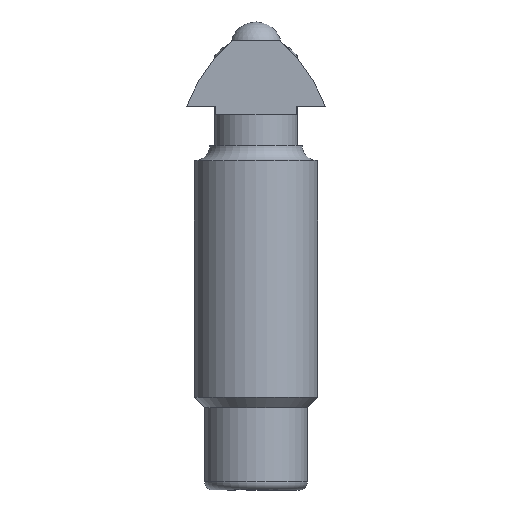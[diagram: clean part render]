
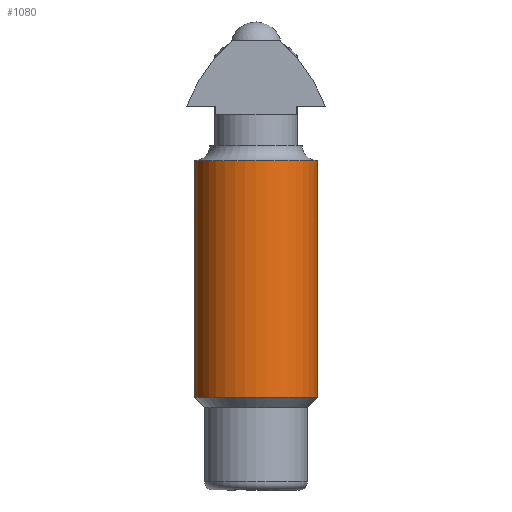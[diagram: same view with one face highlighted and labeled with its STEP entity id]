
A CAD part, left-side view. The second image highlights one B-rep face of the part: STEP entity #1080.
In plain terms, the highlighted cylindrical face has radius 6 mm (diameter 12 mm), a full revolution.
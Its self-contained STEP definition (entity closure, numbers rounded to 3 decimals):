
#177=LINE('',#1901,#266);
#266=VECTOR('',#1490,6.);
#288=CYLINDRICAL_SURFACE('',#1230,6.);
#328=FACE_OUTER_BOUND('',#386,.T.);
#386=EDGE_LOOP('',(#925,#926,#927,#928));
#438=CIRCLE('',#1229,6.);
#439=CIRCLE('',#1231,6.);
#542=VERTEX_POINT('',#1896);
#543=VERTEX_POINT('',#1900);
#683=EDGE_CURVE('',#542,#542,#438,.T.);
#685=EDGE_CURVE('',#542,#543,#177,.T.);
#686=EDGE_CURVE('',#543,#543,#439,.T.);
#925=ORIENTED_EDGE('',*,*,#683,.F.);
#926=ORIENTED_EDGE('',*,*,#685,.T.);
#927=ORIENTED_EDGE('',*,*,#686,.T.);
#928=ORIENTED_EDGE('',*,*,#685,.F.);
#1080=ADVANCED_FACE('',(#328),#288,.T.);
#1229=AXIS2_PLACEMENT_3D('',#1897,#1485,#1486);
#1230=AXIS2_PLACEMENT_3D('',#1899,#1488,#1489);
#1231=AXIS2_PLACEMENT_3D('',#1902,#1491,#1492);
#1485=DIRECTION('center_axis',(0.,0.,1.));
#1486=DIRECTION('ref_axis',(-1.,0.,0.));
#1488=DIRECTION('center_axis',(0.,0.,1.));
#1489=DIRECTION('ref_axis',(-1.,0.,0.));
#1490=DIRECTION('',(0.,0.,-1.));
#1491=DIRECTION('center_axis',(0.,0.,1.));
#1492=DIRECTION('ref_axis',(-1.,0.,0.));
#1896=CARTESIAN_POINT('',(6.,0.,24.5));
#1897=CARTESIAN_POINT('Origin',(0.,0.,24.5));
#1899=CARTESIAN_POINT('Origin',(0.,0.,0.));
#1900=CARTESIAN_POINT('',(6.,0.,1.5));
#1901=CARTESIAN_POINT('',(6.,0.,0.));
#1902=CARTESIAN_POINT('Origin',(0.,0.,1.5));
